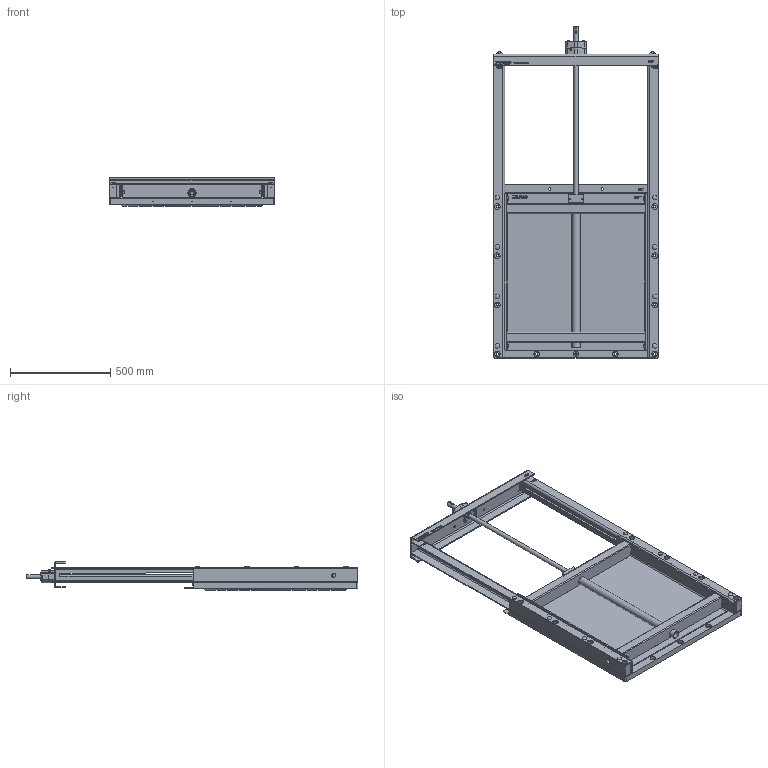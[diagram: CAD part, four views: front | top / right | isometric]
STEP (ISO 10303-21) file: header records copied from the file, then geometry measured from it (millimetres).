
FILE_DESCRIPTION (( 'STEP AP203' ), '1' );
FILE_NAME ('SPK-TG-Ø630.STEP', '2024-10-10T14:19:52', ( '' ), ( '' ), 'SwSTEP 2.0', 'SolidWorks 2023', '' );
FILE_SCHEMA (( 'CONFIG_CONTROL_DESIGN' ));
Length unit declared in the file: millimetre
Products named in the file (1): SPK-TG-Ø630
Bounding box: 820 x 1655.75 x 141.5 mm (x, y, z)
Surface area: 4482873.5 mm2 (no closed solid volume)
Topology: 0 solids, 123 shells, 543 faces, 3250 edges, 2768 vertices
Faces by surface type: plane 305, cylinder 156, cone 29, bspline 27, torus 18, sphere 8
Full cylindrical faces by diameter (mm): 6.8 x4, 8 x2, 9.429 x8, 10 x2, 11 x4, 11.714 x2, 12 x13, 13 x10, 16 x4, 20 x4, 22 x3, 24 x8, 28 x19, 32.6 x1, 40 x1, 630 x1, 672 x1
Entity records: 40664 total; most frequent: CARTESIAN_POINT 17945, ORIENTED_EDGE 3913, DIRECTION 3738, EDGE_CURVE 3115, VERTEX_POINT 2751, VECTOR 1590, LINE 1590, AXIS2_PLACEMENT_3D 1074
